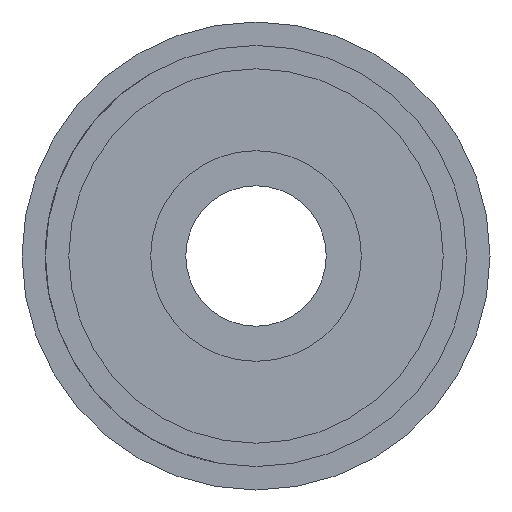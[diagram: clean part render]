
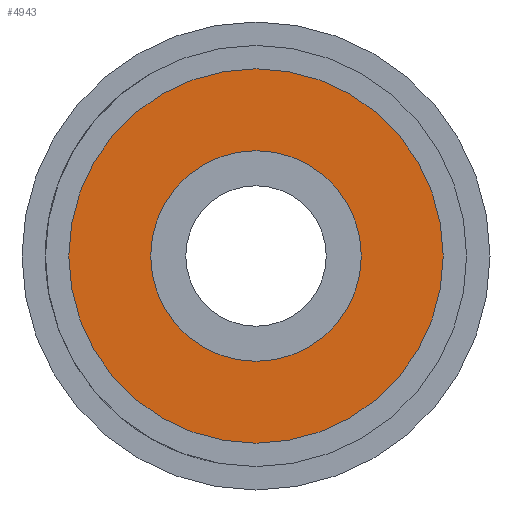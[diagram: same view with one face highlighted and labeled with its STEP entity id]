
A CAD part, left-side view. The second image highlights one B-rep face of the part: STEP entity #4943.
In plain terms, the highlighted planar face has unit normal (-1, 0, 0).
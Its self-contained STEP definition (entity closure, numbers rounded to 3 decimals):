
#166 = CARTESIAN_POINT ( 'NONE',  ( 0., 0., 0. ) ) ;
#230 = VERTEX_POINT ( 'NONE', #2939 ) ;
#266 = VERTEX_POINT ( 'NONE', #5770 ) ;
#356 = VERTEX_POINT ( 'NONE', #1768 ) ;
#426 = AXIS2_PLACEMENT_3D ( 'NONE', #166, #2915, #6968 ) ;
#897 = EDGE_CURVE ( 'NONE', #356, #266, #2279, .T. ) ;
#1039 = FACE_BOUND ( 'NONE', #7291, .T. ) ;
#1155 = ORIENTED_EDGE ( 'NONE', *, *, #4728, .F. ) ;
#1539 = CARTESIAN_POINT ( 'NONE',  ( 0., 0., 0. ) ) ;
#1640 = DIRECTION ( 'NONE',  ( 0., 0., 1. ) ) ;
#1768 = CARTESIAN_POINT ( 'NONE',  ( 0., 0., 8. ) ) ;
#2088 = CARTESIAN_POINT ( 'NONE',  ( 0., 0., -4.5 ) ) ;
#2151 = DIRECTION ( 'NONE',  ( -1., 0., 0. ) ) ;
#2279 = CIRCLE ( 'NONE', #7365, 8. ) ;
#2323 = DIRECTION ( 'NONE',  ( 0., 0., 1. ) ) ;
#2915 = DIRECTION ( 'NONE',  ( -1., 0., 0. ) ) ;
#2939 = CARTESIAN_POINT ( 'NONE',  ( 0., 0., 4.5 ) ) ;
#3109 = DIRECTION ( 'NONE',  ( 1., 0., 0. ) ) ;
#3380 = CIRCLE ( 'NONE', #8767, 4.5 ) ;
#3617 = DIRECTION ( 'NONE',  ( 0., 0., 1. ) ) ;
#3763 = ORIENTED_EDGE ( 'NONE', *, *, #8123, .F. ) ;
#3795 = CARTESIAN_POINT ( 'NONE',  ( 0., 0., 0. ) ) ;
#3966 = AXIS2_PLACEMENT_3D ( 'NONE', #3795, #3109, #5941 ) ;
#4324 = CIRCLE ( 'NONE', #426, 8. ) ;
#4728 = EDGE_CURVE ( 'NONE', #230, #6623, #3380, .T. ) ;
#4943 = ADVANCED_FACE ( 'NONE', ( #1039, #7982 ), #7337, .F. ) ;
#5714 = DIRECTION ( 'NONE',  ( -1., 0., 0. ) ) ;
#5770 = CARTESIAN_POINT ( 'NONE',  ( 0., 0., -8. ) ) ;
#5778 = AXIS2_PLACEMENT_3D ( 'NONE', #8562, #2151, #2323 ) ;
#5941 = DIRECTION ( 'NONE',  ( 0., 0., -1. ) ) ;
#6623 = VERTEX_POINT ( 'NONE', #2088 ) ;
#6899 = ORIENTED_EDGE ( 'NONE', *, *, #8079, .T. ) ;
#6968 = DIRECTION ( 'NONE',  ( 0., 0., 1. ) ) ;
#7154 = EDGE_LOOP ( 'NONE', ( #7480, #6899 ) ) ;
#7291 = EDGE_LOOP ( 'NONE', ( #1155, #3763 ) ) ;
#7337 = PLANE ( 'NONE',  #3966 ) ;
#7365 = AXIS2_PLACEMENT_3D ( 'NONE', #7863, #8858, #1640 ) ;
#7480 = ORIENTED_EDGE ( 'NONE', *, *, #897, .T. ) ;
#7863 = CARTESIAN_POINT ( 'NONE',  ( 0., 0., 0. ) ) ;
#7982 = FACE_OUTER_BOUND ( 'NONE', #7154, .T. ) ;
#8079 = EDGE_CURVE ( 'NONE', #266, #356, #4324, .T. ) ;
#8123 = EDGE_CURVE ( 'NONE', #6623, #230, #8987, .T. ) ;
#8562 = CARTESIAN_POINT ( 'NONE',  ( 0., 0., 0. ) ) ;
#8767 = AXIS2_PLACEMENT_3D ( 'NONE', #1539, #5714, #3617 ) ;
#8858 = DIRECTION ( 'NONE',  ( -1., 0., 0. ) ) ;
#8987 = CIRCLE ( 'NONE', #5778, 4.5 ) ;
